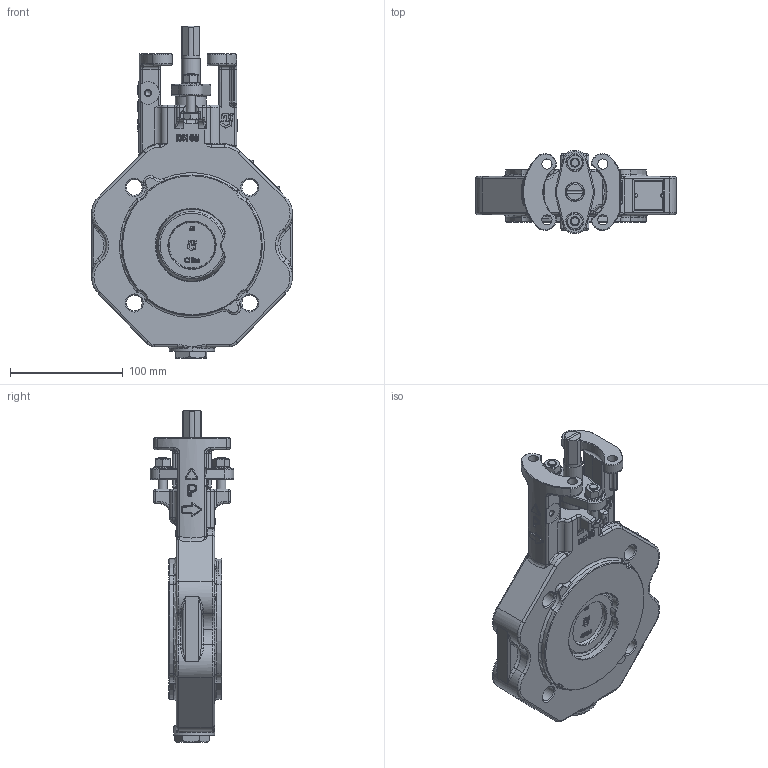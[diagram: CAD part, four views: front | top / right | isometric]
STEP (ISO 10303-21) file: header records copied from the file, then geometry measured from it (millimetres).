
FILE_DESCRIPTION(('HOOPS Exchange Step'),'2;1');
FILE_NAME('AK12_DN65_PN10-40_oH.stp','2024-11-22T10:24:37+01:00',('nieru'),('Unknown organisation'),'HOOPS Exchange 2024.2','HOOPS Exchange','Unknown authorisation');
FILE_SCHEMA( ('AP203_CONFIGURATION_CONTROLLED_3D_DESIGN_OF_MECHANICAL_PARTS_AND_ASSEMBLIES_MIM_LF') );
Length unit declared in the file: millimetre
Products named in the file (3): 0; root
Assembly tree (2 placements, depth 3):
  root
    0
      0
Bounding box: 177.84 x 74 x 294.3 mm (x, y, z)
Volume: 1087330.2 mm3; surface area: 159096.9 mm2
Topology: 17 solids, 17 shells, 2527 faces, 5917 edges, 3361 vertices
Faces by surface type: bspline 1115, cylinder 611, plane 404, torus 245, cone 109, extrusion 25, sphere 18
Full cylindrical faces by diameter (mm): 2.5 x2, 3.091 x1, 5 x1, 6.8 x2, 8 x4, 9 x8, 11.5 x1, 13 x2, 14 x4, 16 x3, 16.82 x1, 18 x3, 18.801 x1, 27.5 x1, 42.2 x1, 69.115 x2
Entity records: 215857 total; most frequent: CARTESIAN_POINT 165046, ORIENTED_EDGE 11612, DIRECTION 8232, EDGE_CURVE 5806, VERTEX_POINT 3361, AXIS2_PLACEMENT_3D 3219, EDGE_LOOP 2625, FACE_BOUND 2625
